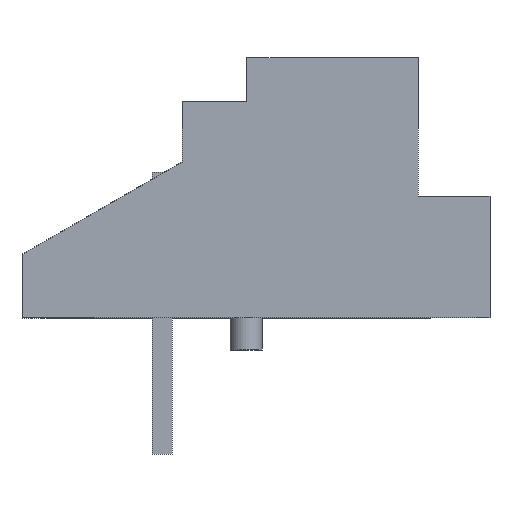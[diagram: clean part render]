
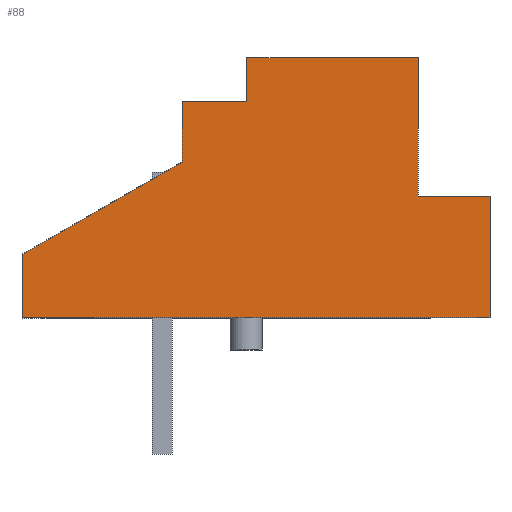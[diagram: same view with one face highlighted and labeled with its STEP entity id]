
A CAD part, left-side view. The second image highlights one B-rep face of the part: STEP entity #88.
In plain terms, the highlighted planar face has unit normal (-1, 0, 0).
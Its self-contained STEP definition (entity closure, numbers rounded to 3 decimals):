
#24 = VERTEX_POINT('',#25);
#25 = CARTESIAN_POINT('',(-2.,-2.1,5.4));
#31 = EDGE_CURVE('',#24,#32,#34,.T.);
#32 = VERTEX_POINT('',#33);
#33 = CARTESIAN_POINT('',(-2.,-2.1,6.5));
#34 = LINE('',#35,#36);
#35 = CARTESIAN_POINT('',(-2.,-2.1,5.4));
#36 = VECTOR('',#37,1.);
#37 = DIRECTION('',(0.,0.,1.));
#88 = ADVANCED_FACE('',(#89),#162,.T.);
#89 = FACE_BOUND('',#90,.T.);
#90 = EDGE_LOOP('',(#91,#99,#107,#115,#123,#131,#139,#147,#155,#161));
#91 = ORIENTED_EDGE('',*,*,#92,.T.);
#92 = EDGE_CURVE('',#24,#93,#95,.T.);
#93 = VERTEX_POINT('',#94);
#94 = CARTESIAN_POINT('',(-2.,-0.5,5.4));
#95 = LINE('',#96,#97);
#96 = CARTESIAN_POINT('',(-2.,-2.1,5.4));
#97 = VECTOR('',#98,1.);
#98 = DIRECTION('',(0.,1.,0.));
#99 = ORIENTED_EDGE('',*,*,#100,.T.);
#100 = EDGE_CURVE('',#93,#101,#103,.T.);
#101 = VERTEX_POINT('',#102);
#102 = CARTESIAN_POINT('',(-2.,-0.5,3.9));
#103 = LINE('',#104,#105);
#104 = CARTESIAN_POINT('',(-2.,-0.5,5.4));
#105 = VECTOR('',#106,1.);
#106 = DIRECTION('',(0.,0.,-1.));
#107 = ORIENTED_EDGE('',*,*,#108,.F.);
#108 = EDGE_CURVE('',#109,#101,#111,.T.);
#109 = VERTEX_POINT('',#110);
#110 = CARTESIAN_POINT('',(-2.,3.5,1.591));
#111 = LINE('',#112,#113);
#112 = CARTESIAN_POINT('',(-2.,3.5,1.591));
#113 = VECTOR('',#114,1.);
#114 = DIRECTION('',(0.,-0.866,0.5));
#115 = ORIENTED_EDGE('',*,*,#116,.T.);
#116 = EDGE_CURVE('',#109,#117,#119,.T.);
#117 = VERTEX_POINT('',#118);
#118 = CARTESIAN_POINT('',(-2.,3.5,0.));
#119 = LINE('',#120,#121);
#120 = CARTESIAN_POINT('',(-2.,3.5,3.9));
#121 = VECTOR('',#122,1.);
#122 = DIRECTION('',(0.,0.,-1.));
#123 = ORIENTED_EDGE('',*,*,#124,.T.);
#124 = EDGE_CURVE('',#117,#125,#127,.T.);
#125 = VERTEX_POINT('',#126);
#126 = CARTESIAN_POINT('',(-2.,-8.2,0.));
#127 = LINE('',#128,#129);
#128 = CARTESIAN_POINT('',(-2.,-8.2,0.));
#129 = VECTOR('',#130,1.);
#130 = DIRECTION('',(0.,-1.,0.));
#131 = ORIENTED_EDGE('',*,*,#132,.T.);
#132 = EDGE_CURVE('',#125,#133,#135,.T.);
#133 = VERTEX_POINT('',#134);
#134 = CARTESIAN_POINT('',(-2.,-8.2,3.05));
#135 = LINE('',#136,#137);
#136 = CARTESIAN_POINT('',(-2.,-8.2,0.));
#137 = VECTOR('',#138,1.);
#138 = DIRECTION('',(0.,0.,1.));
#139 = ORIENTED_EDGE('',*,*,#140,.T.);
#140 = EDGE_CURVE('',#133,#141,#143,.T.);
#141 = VERTEX_POINT('',#142);
#142 = CARTESIAN_POINT('',(-2.,-6.4,3.05));
#143 = LINE('',#144,#145);
#144 = CARTESIAN_POINT('',(-2.,-8.2,3.05));
#145 = VECTOR('',#146,1.);
#146 = DIRECTION('',(0.,1.,0.));
#147 = ORIENTED_EDGE('',*,*,#148,.T.);
#148 = EDGE_CURVE('',#141,#149,#151,.T.);
#149 = VERTEX_POINT('',#150);
#150 = CARTESIAN_POINT('',(-2.,-6.4,6.5));
#151 = LINE('',#152,#153);
#152 = CARTESIAN_POINT('',(-2.,-6.4,3.05));
#153 = VECTOR('',#154,1.);
#154 = DIRECTION('',(0.,0.,1.));
#155 = ORIENTED_EDGE('',*,*,#156,.F.);
#156 = EDGE_CURVE('',#32,#149,#157,.T.);
#157 = LINE('',#158,#159);
#158 = CARTESIAN_POINT('',(-2.,-6.4,6.5));
#159 = VECTOR('',#160,1.);
#160 = DIRECTION('',(0.,-1.,0.));
#161 = ORIENTED_EDGE('',*,*,#31,.F.);
#162 = PLANE('',#163);
#163 = AXIS2_PLACEMENT_3D('',#164,#165,#166);
#164 = CARTESIAN_POINT('',(-2.,-8.2,0.));
#165 = DIRECTION('',(-1.,0.,0.));
#166 = DIRECTION('',(0.,0.,-1.));
